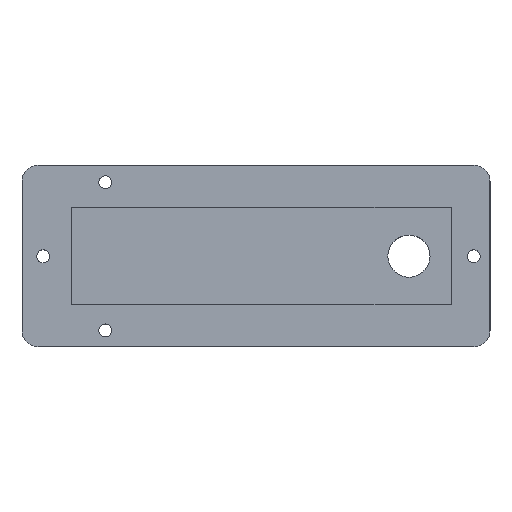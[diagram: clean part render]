
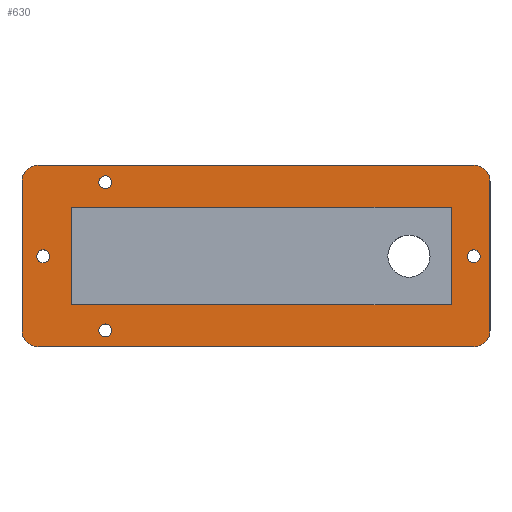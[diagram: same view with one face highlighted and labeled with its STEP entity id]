
A CAD part, top view. The second image highlights one B-rep face of the part: STEP entity #630.
In plain terms, the highlighted face is planar.
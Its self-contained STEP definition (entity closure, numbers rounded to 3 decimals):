
#42=FACE_BOUND('',#139,.T.);
#43=FACE_BOUND('',#140,.T.);
#44=FACE_BOUND('',#141,.T.);
#45=FACE_BOUND('',#142,.T.);
#46=FACE_BOUND('',#143,.T.);
#58=PLANE('',#705);
#95=FACE_OUTER_BOUND('',#138,.T.);
#138=EDGE_LOOP('',(#561,#562,#563,#564,#565,#566,#567,#568));
#139=EDGE_LOOP('',(#569,#570,#571,#572));
#140=EDGE_LOOP('',(#573));
#141=EDGE_LOOP('',(#574));
#142=EDGE_LOOP('',(#575));
#143=EDGE_LOOP('',(#576));
#145=LINE('',#914,#191);
#149=LINE('',#922,#195);
#152=LINE('',#928,#198);
#155=LINE('',#933,#201);
#171=LINE('',#1063,#217);
#180=LINE('',#1098,#226);
#183=LINE('',#1161,#229);
#189=LINE('',#1190,#235);
#191=VECTOR('',#720,10.);
#195=VECTOR('',#726,10.);
#198=VECTOR('',#731,10.);
#201=VECTOR('',#736,10.);
#217=VECTOR('',#818,10.);
#226=VECTOR('',#851,10.);
#229=VECTOR('',#868,10.);
#235=VECTOR('',#898,10.);
#251=CIRCLE('',#672,5.);
#260=CIRCLE('',#684,5.);
#261=CIRCLE('',#691,5.);
#262=CIRCLE('',#694,5.);
#263=CIRCLE('',#697,2.);
#264=CIRCLE('',#699,2.);
#265=CIRCLE('',#701,2.);
#266=CIRCLE('',#703,2.);
#269=VERTEX_POINT('',#912);
#270=VERTEX_POINT('',#913);
#273=VERTEX_POINT('',#921);
#275=VERTEX_POINT('',#927);
#294=VERTEX_POINT('',#1053);
#295=VERTEX_POINT('',#1055);
#297=VERTEX_POINT('',#1061);
#310=VERTEX_POINT('',#1092);
#311=VERTEX_POINT('',#1096);
#312=VERTEX_POINT('',#1154);
#313=VERTEX_POINT('',#1156);
#314=VERTEX_POINT('',#1160);
#315=VERTEX_POINT('',#1174);
#316=VERTEX_POINT('',#1178);
#317=VERTEX_POINT('',#1182);
#318=VERTEX_POINT('',#1186);
#322=EDGE_CURVE('',#269,#270,#145,.T.);
#326=EDGE_CURVE('',#270,#273,#149,.T.);
#329=EDGE_CURVE('',#273,#275,#152,.T.);
#332=EDGE_CURVE('',#275,#269,#155,.T.);
#363=EDGE_CURVE('',#294,#295,#251,.T.);
#367=EDGE_CURVE('',#294,#297,#171,.F.);
#383=EDGE_CURVE('',#310,#297,#260,.T.);
#385=EDGE_CURVE('',#310,#311,#180,.F.);
#390=EDGE_CURVE('',#312,#313,#261,.T.);
#392=EDGE_CURVE('',#314,#313,#183,.F.);
#394=EDGE_CURVE('',#314,#311,#262,.T.);
#397=EDGE_CURVE('',#315,#315,#263,.T.);
#399=EDGE_CURVE('',#316,#316,#264,.T.);
#401=EDGE_CURVE('',#317,#317,#265,.T.);
#403=EDGE_CURVE('',#318,#318,#266,.T.);
#404=EDGE_CURVE('',#312,#295,#189,.F.);
#561=ORIENTED_EDGE('',*,*,#363,.F.);
#562=ORIENTED_EDGE('',*,*,#367,.T.);
#563=ORIENTED_EDGE('',*,*,#383,.F.);
#564=ORIENTED_EDGE('',*,*,#385,.T.);
#565=ORIENTED_EDGE('',*,*,#394,.F.);
#566=ORIENTED_EDGE('',*,*,#392,.T.);
#567=ORIENTED_EDGE('',*,*,#390,.F.);
#568=ORIENTED_EDGE('',*,*,#404,.T.);
#569=ORIENTED_EDGE('',*,*,#329,.T.);
#570=ORIENTED_EDGE('',*,*,#332,.T.);
#571=ORIENTED_EDGE('',*,*,#322,.T.);
#572=ORIENTED_EDGE('',*,*,#326,.T.);
#573=ORIENTED_EDGE('',*,*,#397,.F.);
#574=ORIENTED_EDGE('',*,*,#399,.F.);
#575=ORIENTED_EDGE('',*,*,#401,.F.);
#576=ORIENTED_EDGE('',*,*,#403,.F.);
#630=ADVANCED_FACE('',(#95,#42,#43,#44,#45,#46),#58,.F.);
#672=AXIS2_PLACEMENT_3D('',#1056,#811,#812);
#684=AXIS2_PLACEMENT_3D('',#1094,#846,#847);
#691=AXIS2_PLACEMENT_3D('',#1157,#863,#864);
#694=AXIS2_PLACEMENT_3D('',#1164,#872,#873);
#697=AXIS2_PLACEMENT_3D('',#1176,#879,#880);
#699=AXIS2_PLACEMENT_3D('',#1180,#884,#885);
#701=AXIS2_PLACEMENT_3D('',#1184,#889,#890);
#703=AXIS2_PLACEMENT_3D('',#1188,#894,#895);
#705=AXIS2_PLACEMENT_3D('',#1191,#899,#900);
#720=DIRECTION('',(0.,-1.,0.));
#726=DIRECTION('',(-1.,0.,0.));
#731=DIRECTION('',(0.,1.,0.));
#736=DIRECTION('',(1.,0.,0.));
#811=DIRECTION('center_axis',(0.,0.,
-1.));
#812=DIRECTION('ref_axis',(0.707,-0.707,0.));
#818=DIRECTION('',(0.,-1.,0.));
#846=DIRECTION('center_axis',(0.,0.,
-1.));
#847=DIRECTION('ref_axis',(0.707,0.707,0.));
#851=DIRECTION('',(1.,0.,0.));
#863=DIRECTION('center_axis',(0.,0.,
-1.));
#864=DIRECTION('ref_axis',(-0.707,-0.707,0.));
#868=DIRECTION('',(0.,1.,0.));
#872=DIRECTION('center_axis',(0.,0.,
-1.));
#873=DIRECTION('ref_axis',(-0.707,0.707,0.));
#879=DIRECTION('center_axis',(0.,0.,
1.));
#880=DIRECTION('ref_axis',(1.,0.,0.));
#884=DIRECTION('center_axis',(0.,0.,
1.));
#885=DIRECTION('ref_axis',(1.,0.,0.));
#889=DIRECTION('center_axis',(0.,0.,
1.));
#890=DIRECTION('ref_axis',(1.,0.,0.));
#894=DIRECTION('center_axis',(0.,0.,
1.));
#895=DIRECTION('ref_axis',(1.,0.,0.));
#898=DIRECTION('',(-1.,0.,0.));
#899=DIRECTION('center_axis',(0.,0.,
-1.));
#900=DIRECTION('ref_axis',(1.,0.,0.));
#912=CARTESIAN_POINT('',(379.,-5.,124.35));
#913=CARTESIAN_POINT('',(379.,-35.,124.35));
#914=CARTESIAN_POINT('',(379.,-27.513,124.35));
#921=CARTESIAN_POINT('',(262.,-35.,124.35));
#922=CARTESIAN_POINT('',(292.079,-35.,124.35));
#927=CARTESIAN_POINT('',(262.,-5.,124.35));
#928=CARTESIAN_POINT('',(262.,-12.513,124.35));
#933=CARTESIAN_POINT('',(350.579,-5.,124.35));
#1053=CARTESIAN_POINT('',(394.315,-43.,124.35));
#1055=CARTESIAN_POINT('',(389.315,-48.,124.35));
#1056=CARTESIAN_POINT('Origin',(389.315,-43.,124.35));
#1061=CARTESIAN_POINT('',(394.315,2.95,124.35));
#1063=CARTESIAN_POINT('',(394.315,-6.038,124.35));
#1092=CARTESIAN_POINT('',(389.315,7.95,124.35));
#1094=CARTESIAN_POINT('Origin',(389.315,2.95,124.35));
#1096=CARTESIAN_POINT('',(255.,7.95,124.35));
#1098=CARTESIAN_POINT('',(286.079,7.95,124.35));
#1154=CARTESIAN_POINT('',(255.,-48.,124.35));
#1156=CARTESIAN_POINT('',(250.,-43.,124.35));
#1157=CARTESIAN_POINT('Origin',(255.,-43.,124.35));
#1160=CARTESIAN_POINT('',(250.,2.95,124.35));
#1161=CARTESIAN_POINT('',(250.,-34.013,124.35));
#1164=CARTESIAN_POINT('Origin',(255.,2.95,124.35));
#1174=CARTESIAN_POINT('',(253.003,-19.901,124.35));
#1176=CARTESIAN_POINT('Origin',(255.003,-19.901,124.35));
#1178=CARTESIAN_POINT('',(366.643,2.95,124.35));
#1180=CARTESIAN_POINT('Origin',(368.643,2.95,124.35));
#1182=CARTESIAN_POINT('',(366.643,-42.752,124.35));
#1184=CARTESIAN_POINT('Origin',(368.643,-42.752,124.35));
#1186=CARTESIAN_POINT('',(385.807,-19.901,124.35));
#1188=CARTESIAN_POINT('Origin',(387.807,-19.901,124.35));
#1190=CARTESIAN_POINT('',(358.236,-48.,124.35));
#1191=CARTESIAN_POINT('Origin',(322.157,-20.025,124.35));
